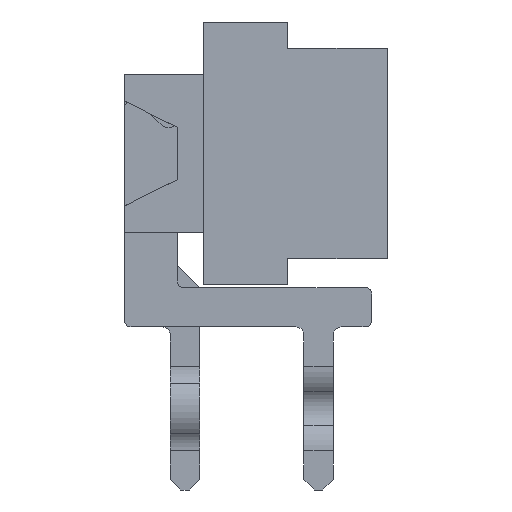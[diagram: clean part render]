
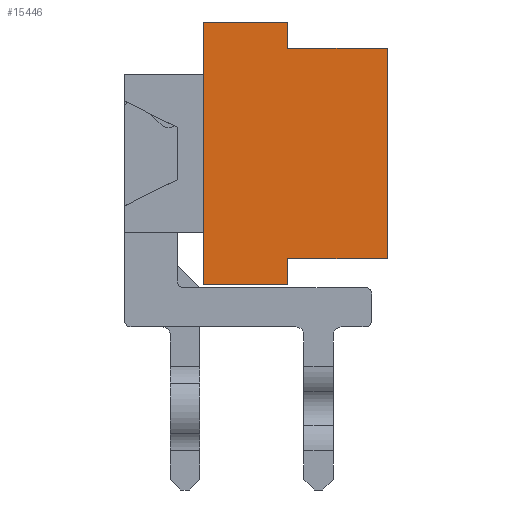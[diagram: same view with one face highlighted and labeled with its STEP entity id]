
A CAD part, front view. The second image highlights one B-rep face of the part: STEP entity #15446.
In plain terms, the highlighted face is planar.
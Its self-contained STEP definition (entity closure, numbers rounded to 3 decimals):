
#371=PLANE('',#16747);
#1814=LINE('',#24630,#3652);
#1818=LINE('',#24638,#3656);
#1819=LINE('',#24641,#3657);
#1820=LINE('',#24643,#3658);
#1821=LINE('',#24645,#3659);
#1822=LINE('',#24647,#3660);
#1823=LINE('',#24649,#3661);
#1824=LINE('',#24650,#3662);
#3652=VECTOR('',#20181,1000.);
#3656=VECTOR('',#20189,1000.);
#3657=VECTOR('',#20190,1000.);
#3658=VECTOR('',#20191,1000.);
#3659=VECTOR('',#20192,1000.);
#3660=VECTOR('',#20193,1000.);
#3661=VECTOR('',#20194,1000.);
#3662=VECTOR('',#20195,1000.);
#7374=ORIENTED_EDGE('',*,*,#10474,.T.);
#7375=ORIENTED_EDGE('',*,*,#10475,.F.);
#7376=ORIENTED_EDGE('',*,*,#10476,.F.);
#7377=ORIENTED_EDGE('',*,*,#10477,.F.);
#7378=ORIENTED_EDGE('',*,*,#10478,.F.);
#7379=ORIENTED_EDGE('',*,*,#10479,.T.);
#7380=ORIENTED_EDGE('',*,*,#10470,.F.);
#7381=ORIENTED_EDGE('',*,*,#10480,.T.);
#10470=EDGE_CURVE('',#12234,#12231,#1814,.T.);
#10474=EDGE_CURVE('',#12237,#12238,#1818,.T.);
#10475=EDGE_CURVE('',#12239,#12238,#1819,.T.);
#10476=EDGE_CURVE('',#12240,#12239,#1820,.T.);
#10477=EDGE_CURVE('',#12241,#12240,#1821,.T.);
#10478=EDGE_CURVE('',#12242,#12241,#1822,.T.);
#10479=EDGE_CURVE('',#12242,#12231,#1823,.T.);
#10480=EDGE_CURVE('',#12234,#12237,#1824,.T.);
#12231=VERTEX_POINT('',#24624);
#12234=VERTEX_POINT('',#24629);
#12237=VERTEX_POINT('',#24639);
#12238=VERTEX_POINT('',#24640);
#12239=VERTEX_POINT('',#24642);
#12240=VERTEX_POINT('',#24644);
#12241=VERTEX_POINT('',#24646);
#12242=VERTEX_POINT('',#24648);
#13598=EDGE_LOOP('',(#7374,#7375,#7376,#7377,#7378,#7379,#7380,#7381));
#14412=FACE_BOUND('',#13598,.T.);
#15446=ADVANCED_FACE('',(#14412),#371,.F.);
#16747=AXIS2_PLACEMENT_3D('',#24637,#20187,#20188);
#20181=DIRECTION('',(0.,1.,0.));
#20187=DIRECTION('',(-1.,0.,0.));
#20188=DIRECTION('',(0.,0.,1.));
#20189=DIRECTION('',(0.,1.,0.));
#20190=DIRECTION('',(0.,0.,-1.));
#20191=DIRECTION('',(0.,1.,0.));
#20192=DIRECTION('',(0.,0.,-1.));
#20193=DIRECTION('',(0.,1.,0.));
#20194=DIRECTION('',(0.,0.,-1.));
#20195=DIRECTION('',(0.,0.,-1.));
#24624=CARTESIAN_POINT('',(7.38,-2.,1.6));
#24629=CARTESIAN_POINT('',(7.38,-2.5,1.6));
#24630=CARTESIAN_POINT('',(7.38,-2.5,1.6));
#24637=CARTESIAN_POINT('',(7.38,-2.5,1.6));
#24638=CARTESIAN_POINT('',(7.38,-2.5,0.));
#24639=CARTESIAN_POINT('',(7.38,-2.5,0.));
#24640=CARTESIAN_POINT('',(7.38,2.5,0.));
#24641=CARTESIAN_POINT('',(7.38,2.5,1.6));
#24642=CARTESIAN_POINT('',(7.38,2.5,1.6));
#24643=CARTESIAN_POINT('',(7.38,-2.5,1.6));
#24644=CARTESIAN_POINT('',(7.38,2.,1.6));
#24645=CARTESIAN_POINT('',(7.38,2.,3.5));
#24646=CARTESIAN_POINT('',(7.38,2.,3.5));
#24647=CARTESIAN_POINT('',(7.38,-2.,3.5));
#24648=CARTESIAN_POINT('',(7.38,-2.,3.5));
#24649=CARTESIAN_POINT('',(7.38,-2.,3.5));
#24650=CARTESIAN_POINT('',(7.38,-2.5,1.6));
